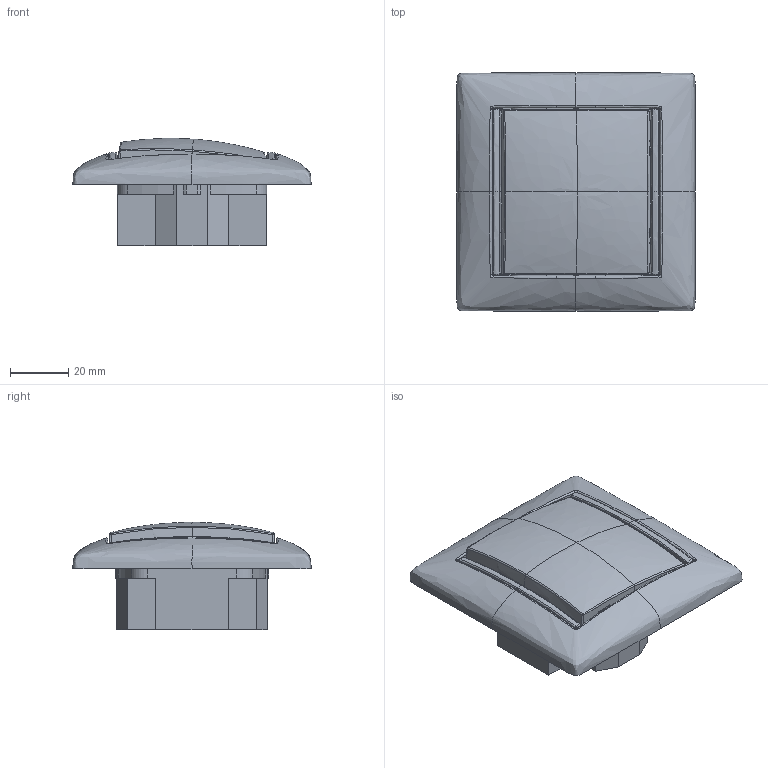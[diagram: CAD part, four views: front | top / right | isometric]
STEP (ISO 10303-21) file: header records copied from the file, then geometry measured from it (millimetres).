
FILE_DESCRIPTION(('STEP AP242'), '1');
FILE_NAME('774401', '', ('UNSPECIFIED'), ('UNSPECIFIED'), 'C3D Converter', 'C3D Toolkit', '');
FILE_SCHEMA(('AP242_MANAGED_MODEL_BASED_3D_ENGINEERING_MIM_LF { 1 0 10303 442 1 1 4 }'));
Length unit declared in the file: millimetre
Products named in the file (1): БЕИВ.642344.003
Bounding box: 82 x 82 x 36.92 mm (x, y, z)
Surface area: 33094.2 mm2 (no closed solid volume)
Topology: 0 solids, 1 shells, 1472 faces, 4163 edges, 2558 vertices
Faces by surface type: plane 527, bspline 442, cylinder 233, extrusion 156, cone 58, sphere 30, torus 26
Entity records: 99195 total; most frequent: CARTESIAN_POINT 55441, ORIENTED_EDGE 8153, DIRECTION 4186, EDGE_CURVE 4077, VERTEX_POINT 2556, B_SPLINE_CURVE_WITH_KNOTS 2159, VECTOR 1726, LINE 1570
